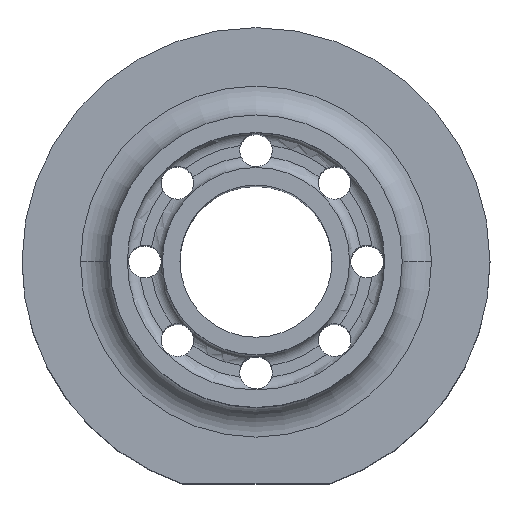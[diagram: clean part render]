
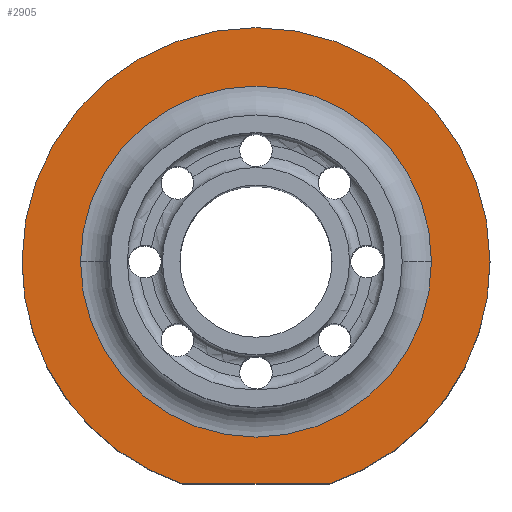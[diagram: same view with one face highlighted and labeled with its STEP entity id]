
A CAD part, top view. The second image highlights one B-rep face of the part: STEP entity #2905.
In plain terms, the highlighted planar face has unit normal (0, 0, 1).
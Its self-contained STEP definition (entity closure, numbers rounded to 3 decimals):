
#74 = CIRCLE ( 'NONE', #3224, 30. ) ;
#78 = AXIS2_PLACEMENT_3D ( 'NONE', #2888, #617, #377 ) ;
#377 = DIRECTION ( 'NONE',  ( 1., 0., 0. ) ) ;
#449 = CARTESIAN_POINT ( 'NONE',  ( 12.49, -38., 25. ) ) ;
#491 = EDGE_CURVE ( 'NONE', #2446, #1664, #74, .T. ) ;
#607 = AXIS2_PLACEMENT_3D ( 'NONE', #2509, #2406, #1666 ) ;
#617 = DIRECTION ( 'NONE',  ( 0., 0., -1. ) ) ;
#643 = CARTESIAN_POINT ( 'NONE',  ( -12.49, -38., 25. ) ) ;
#675 = EDGE_LOOP ( 'NONE', ( #2477, #3481, #2774, #2599 ) ) ;
#699 = CARTESIAN_POINT ( 'NONE',  ( -40., 0., 25. ) ) ;
#720 = DIRECTION ( 'NONE',  ( -1., 0., 0. ) ) ;
#793 = EDGE_CURVE ( 'NONE', #3484, #1927, #1292, .T. ) ;
#839 = CARTESIAN_POINT ( 'NONE',  ( 0., 0., 25. ) ) ;
#945 = VECTOR ( 'NONE', #720, 1000. ) ;
#1157 = AXIS2_PLACEMENT_3D ( 'NONE', #3366, #1190, #2873 ) ;
#1159 = CIRCLE ( 'NONE', #78, 30. ) ;
#1190 = DIRECTION ( 'NONE',  ( 0., 0., 1. ) ) ;
#1198 = AXIS2_PLACEMENT_3D ( 'NONE', #3552, #1279, #3132 ) ;
#1200 = FACE_OUTER_BOUND ( 'NONE', #675, .T. ) ;
#1279 = DIRECTION ( 'NONE',  ( 0., 0., 1. ) ) ;
#1292 = CIRCLE ( 'NONE', #3357, 40. ) ;
#1375 = CARTESIAN_POINT ( 'NONE',  ( 40., 0., 25. ) ) ;
#1473 = PLANE ( 'NONE',  #1157 ) ;
#1518 = CARTESIAN_POINT ( 'NONE',  ( 0., -38., 25. ) ) ;
#1632 = EDGE_CURVE ( 'NONE', #1927, #1803, #3353, .T. ) ;
#1637 = EDGE_CURVE ( 'NONE', #2176, #1803, #3499, .T. ) ;
#1664 = VERTEX_POINT ( 'NONE', #1982 ) ;
#1666 = DIRECTION ( 'NONE',  ( 1., 0., 0. ) ) ;
#1748 = EDGE_CURVE ( 'NONE', #2176, #3484, #3232, .T. ) ;
#1803 = VERTEX_POINT ( 'NONE', #643 ) ;
#1805 = CARTESIAN_POINT ( 'NONE',  ( 30., 0., 25. ) ) ;
#1820 = EDGE_LOOP ( 'NONE', ( #2136, #2480 ) ) ;
#1927 = VERTEX_POINT ( 'NONE', #699 ) ;
#1982 = CARTESIAN_POINT ( 'NONE',  ( -30., 0., 25. ) ) ;
#1984 = DIRECTION ( 'NONE',  ( 1., 0., 0. ) ) ;
#2136 = ORIENTED_EDGE ( 'NONE', *, *, #491, .T. ) ;
#2176 = VERTEX_POINT ( 'NONE', #449 ) ;
#2220 = CARTESIAN_POINT ( 'NONE',  ( 0., 0., 25. ) ) ;
#2406 = DIRECTION ( 'NONE',  ( 0., 0., 1. ) ) ;
#2446 = VERTEX_POINT ( 'NONE', #1805 ) ;
#2477 = ORIENTED_EDGE ( 'NONE', *, *, #1637, .F. ) ;
#2480 = ORIENTED_EDGE ( 'NONE', *, *, #3238, .T. ) ;
#2509 = CARTESIAN_POINT ( 'NONE',  ( 0., 0., 25. ) ) ;
#2599 = ORIENTED_EDGE ( 'NONE', *, *, #1632, .T. ) ;
#2743 = FACE_BOUND ( 'NONE', #1820, .T. ) ;
#2774 = ORIENTED_EDGE ( 'NONE', *, *, #793, .T. ) ;
#2873 = DIRECTION ( 'NONE',  ( 1., 0., 0. ) ) ;
#2888 = CARTESIAN_POINT ( 'NONE',  ( 0., 0., 25. ) ) ;
#2905 = ADVANCED_FACE ( 'NONE', ( #2743, #1200 ), #1473, .T. ) ;
#3132 = DIRECTION ( 'NONE',  ( 1., 0., 0. ) ) ;
#3173 = DIRECTION ( 'NONE',  ( 1., 0., 0. ) ) ;
#3224 = AXIS2_PLACEMENT_3D ( 'NONE', #2220, #3344, #1984 ) ;
#3232 = CIRCLE ( 'NONE', #1198, 40. ) ;
#3238 = EDGE_CURVE ( 'NONE', #1664, #2446, #1159, .T. ) ;
#3326 = DIRECTION ( 'NONE',  ( 0., 0., 1. ) ) ;
#3344 = DIRECTION ( 'NONE',  ( 0., 0., -1. ) ) ;
#3353 = CIRCLE ( 'NONE', #607, 40. ) ;
#3357 = AXIS2_PLACEMENT_3D ( 'NONE', #839, #3326, #3173 ) ;
#3366 = CARTESIAN_POINT ( 'NONE',  ( 0., 0., 25. ) ) ;
#3481 = ORIENTED_EDGE ( 'NONE', *, *, #1748, .T. ) ;
#3484 = VERTEX_POINT ( 'NONE', #1375 ) ;
#3499 = LINE ( 'NONE', #1518, #945 ) ;
#3552 = CARTESIAN_POINT ( 'NONE',  ( 0., 0., 25. ) ) ;
